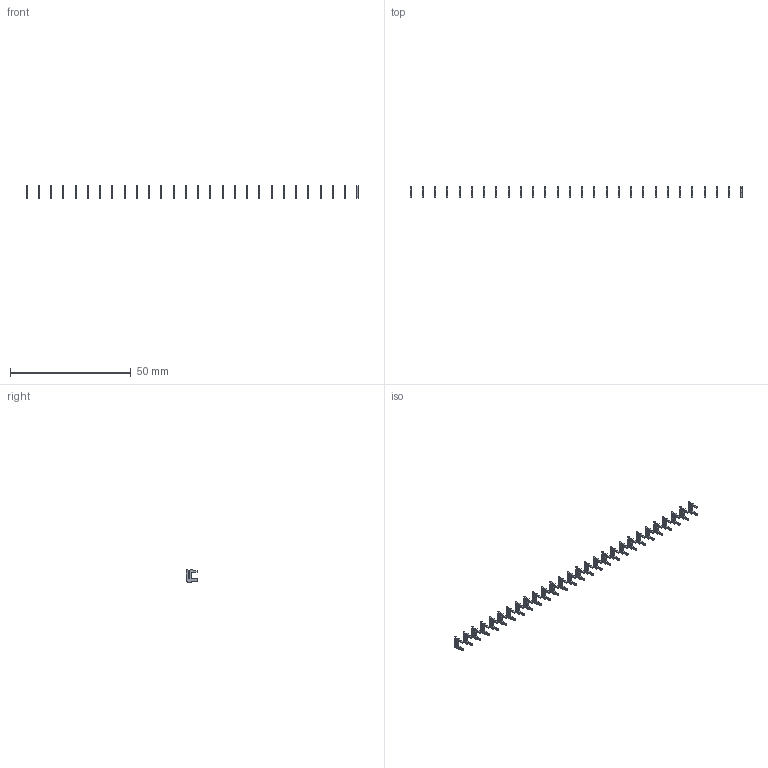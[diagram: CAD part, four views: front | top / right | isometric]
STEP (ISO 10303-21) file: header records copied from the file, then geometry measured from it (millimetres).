
FILE_DESCRIPTION (( 'STEP AP203' ), '1' );
FILE_NAME ('105-028-208-200.STEP', '2020-04-07T23:22:02', ( '' ), ( '' ), 'SwSTEP 2.0', 'SolidWorks 2016', '' );
FILE_SCHEMA (( 'CONFIG_CONTROL_DESIGN' ));
Length unit declared in the file: inch
Products named in the file (2): 100-290-001_100-290-208; 105-028-208-200
Assembly tree (28 placements, depth 2):
  105-028-208-200
    100-290-001_100-290-208  x28
Bounding box: 137.67 x 4.83 x 5.17 mm (x, y, z)
Volume: 192.7 mm3; surface area: 1189.9 mm2
Topology: 28 solids, 28 shells, 700 faces, 1932 edges, 1288 vertices
Faces by surface type: plane 616, cylinder 84
Entity records: 1853 total; most frequent: DIRECTION 187, CARTESIAN_POINT 171, ORIENTED_EDGE 138, EDGE_CURVE 69, CALENDAR_DATE 66, DATE_AND_TIME 66, COORDINATED_UNIVERSAL_TIME_OFFSET 66, LOCAL_TIME 66
